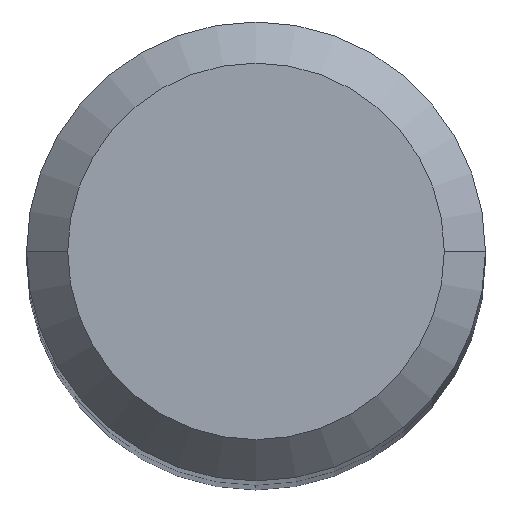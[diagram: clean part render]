
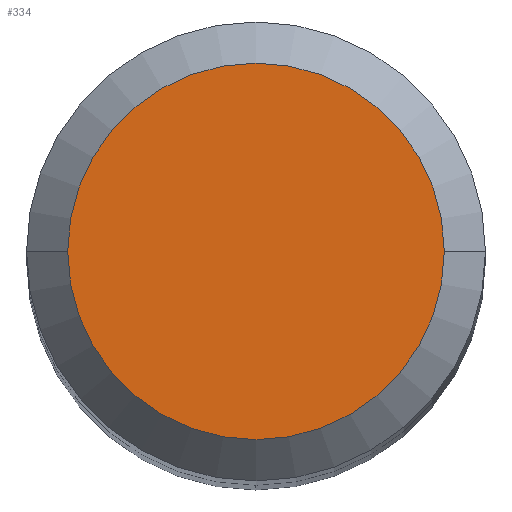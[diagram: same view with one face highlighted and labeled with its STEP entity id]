
A CAD part, top view. The second image highlights one B-rep face of the part: STEP entity #334.
In plain terms, the highlighted planar face has unit normal (0, 0, 1).
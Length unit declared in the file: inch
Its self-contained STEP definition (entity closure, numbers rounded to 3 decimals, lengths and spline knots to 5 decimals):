
#1 = EDGE_LOOP ( 'NONE', ( #156, #237 ) ) ;
#7 = DIRECTION ( 'NONE',  ( 0., 0., -1. ) ) ;
#30 = CARTESIAN_POINT ( 'NONE',  ( 0., 0., 0. ) ) ;
#47 = EDGE_CURVE ( 'NONE', #340, #300, #275, .T. ) ;
#60 = DIRECTION ( 'NONE',  ( 0., 0., 1. ) ) ;
#73 = AXIS2_PLACEMENT_3D ( 'NONE', #30, #60, #238 ) ;
#94 = CARTESIAN_POINT ( 'NONE',  ( 0., 0., 0. ) ) ;
#118 = DIRECTION ( 'NONE',  ( 1., 0., 0. ) ) ;
#156 = ORIENTED_EDGE ( 'NONE', *, *, #270, .T. ) ;
#157 = DIRECTION ( 'NONE',  ( -1., 0., 0. ) ) ;
#183 = CARTESIAN_POINT ( 'NONE',  ( -0.14275, 0., 0. ) ) ;
#191 = FACE_OUTER_BOUND ( 'NONE', #1, .T. ) ;
#204 = CIRCLE ( 'NONE', #354, 0.14275 ) ;
#237 = ORIENTED_EDGE ( 'NONE', *, *, #47, .T. ) ;
#238 = DIRECTION ( 'NONE',  ( 1., 0., 0. ) ) ;
#270 = EDGE_CURVE ( 'NONE', #300, #340, #204, .T. ) ;
#275 = CIRCLE ( 'NONE', #73, 0.14275 ) ;
#283 = PLANE ( 'NONE',  #290 ) ;
#290 = AXIS2_PLACEMENT_3D ( 'NONE', #94, #7, #157 ) ;
#300 = VERTEX_POINT ( 'NONE', #183 ) ;
#306 = DIRECTION ( 'NONE',  ( 0., 0., 1. ) ) ;
#331 = CARTESIAN_POINT ( 'NONE',  ( 0., 0., 0. ) ) ;
#334 = ADVANCED_FACE ( 'NONE', ( #191 ), #283, .F. ) ;
#340 = VERTEX_POINT ( 'NONE', #390 ) ;
#354 = AXIS2_PLACEMENT_3D ( 'NONE', #331, #306, #118 ) ;
#390 = CARTESIAN_POINT ( 'NONE',  ( 0.14275, 0., 0. ) ) ;
